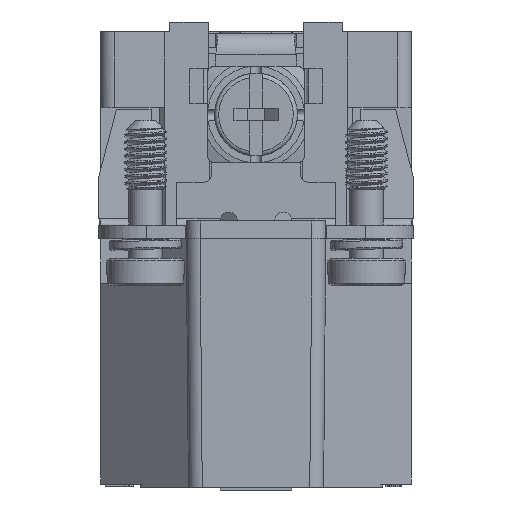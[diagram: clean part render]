
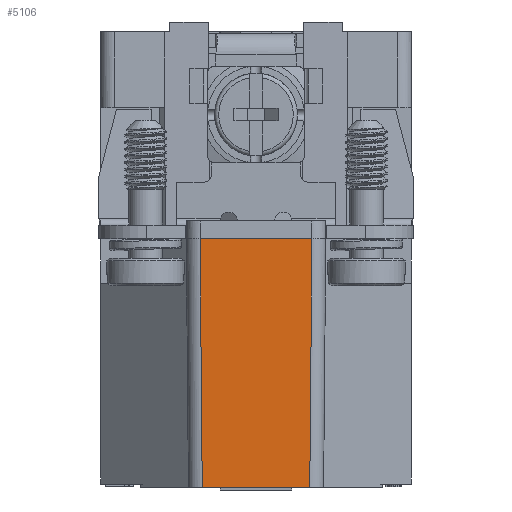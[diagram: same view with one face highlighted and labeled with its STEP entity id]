
A CAD part, left-side view. The second image highlights one B-rep face of the part: STEP entity #5106.
In plain terms, the highlighted planar face has unit normal (-1, 0, -0.009).
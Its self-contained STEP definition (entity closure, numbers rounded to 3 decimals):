
#5106=ADVANCED_FACE('',(#8426),#6860,.T.);
#6860=PLANE('',#40308);
#8426=FACE_OUTER_BOUND('',#10455,.T.);
#10455=EDGE_LOOP('',(#18220,#18221,#18222,#18223));
#18220=ORIENTED_EDGE('',*,*,#29226,.T.);
#18221=ORIENTED_EDGE('',*,*,#29227,.F.);
#18222=ORIENTED_EDGE('',*,*,#28243,.T.);
#18223=ORIENTED_EDGE('',*,*,#29225,.F.);
#23944=VERTEX_POINT('',#63312);
#23945=VERTEX_POINT('',#63314);
#24484=VERTEX_POINT('',#65807);
#24485=VERTEX_POINT('',#65811);
#28243=EDGE_CURVE('',#23945,#23944,#33077,.T.);
#29225=EDGE_CURVE('',#24484,#23944,#33933,.T.);
#29226=EDGE_CURVE('',#24484,#24485,#33934,.T.);
#29227=EDGE_CURVE('',#23945,#24485,#33935,.T.);
#33077=LINE('',#63313,#37034);
#33933=LINE('',#65808,#37890);
#33934=LINE('',#65810,#37891);
#33935=LINE('',#65812,#37892);
#37034=VECTOR('',#45856,1.);
#37890=VECTOR('',#47766,1.);
#37891=VECTOR('',#47769,1.);
#37892=VECTOR('',#47770,1.);
#40308=AXIS2_PLACEMENT_3D('',#65813,#47771,#47772);
#45856=DIRECTION('',(0.,-1.,0.));
#47766=DIRECTION('',(0.009,0.009,-1.));
#47769=DIRECTION('',(0.,1.,0.));
#47770=DIRECTION('',(-0.009,0.009,1.));
#47771=DIRECTION('',(-1.,0.,-0.009));
#47772=DIRECTION('',(0.,1.,0.));
#63312=CARTESIAN_POINT('',(5.201,-46.726,-33.1));
#63313=CARTESIAN_POINT('',(5.201,-47.883,-33.1));
#63314=CARTESIAN_POINT('',(5.201,-38.94,-33.1));
#65807=CARTESIAN_POINT('',(5.043,-46.883,-15.1));
#65808=CARTESIAN_POINT('',(5.043,-46.883,-15.1));
#65810=CARTESIAN_POINT('',(5.043,-46.883,-15.1));
#65811=CARTESIAN_POINT('',(5.043,-38.783,-15.1));
#65812=CARTESIAN_POINT('',(5.2,-38.939,-33.));
#65813=CARTESIAN_POINT('',(5.043,-47.883,-15.1));
